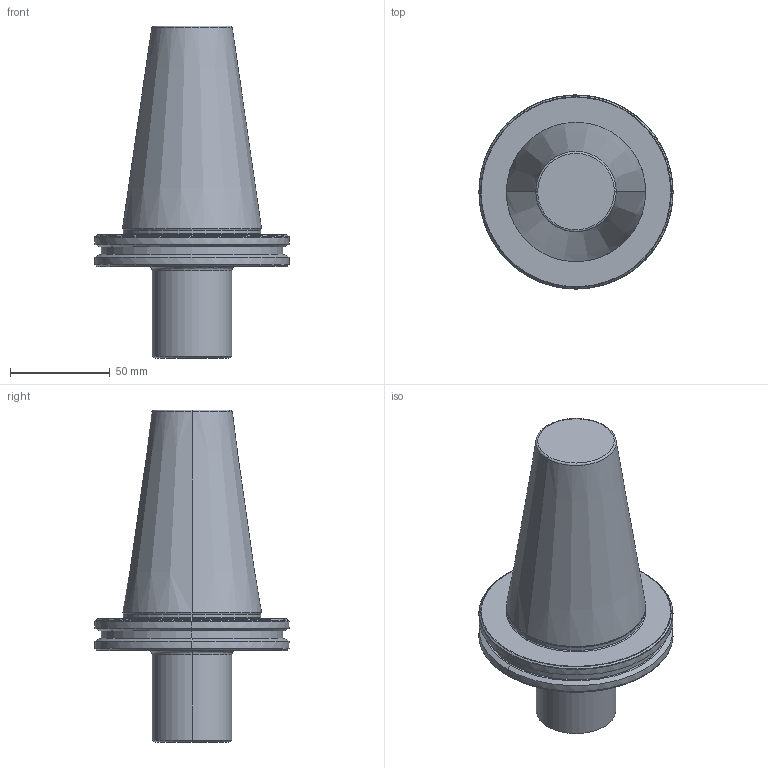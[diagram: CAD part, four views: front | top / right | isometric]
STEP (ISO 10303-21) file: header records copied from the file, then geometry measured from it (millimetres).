
FILE_DESCRIPTION (( 'STEP AP203' ), '1' );
FILE_NAME ('SK 50 MT03 065 6.3G15000 SL.STEP', '2019-05-03T06:52:54', ( '' ), ( '' ), 'SwSTEP 2.0', 'SolidWorks 2014', '' );
FILE_SCHEMA (( 'CONFIG_CONTROL_DESIGN' ));
Length unit declared in the file: millimetre
Products named in the file (1): SK 50 MT03 065 6.3G15000 SL
Bounding box: 97.5 x 97.5 x 166.75 mm (x, y, z)
Volume: 431217.9 mm3; surface area: 42167.3 mm2
Topology: 1 solids, 1 shells, 64 faces, 152 edges, 94 vertices
Faces by surface type: bspline 18, torus 16, cone 14, cylinder 10, plane 6
Entity records: 3015 total; most frequent: CARTESIAN_POINT 1523, ORIENTED_EDGE 304, DIRECTION 302, EDGE_CURVE 152, AXIS2_PLACEMENT_3D 139, VERTEX_POINT 94, CIRCLE 92, EDGE_LOOP 68
